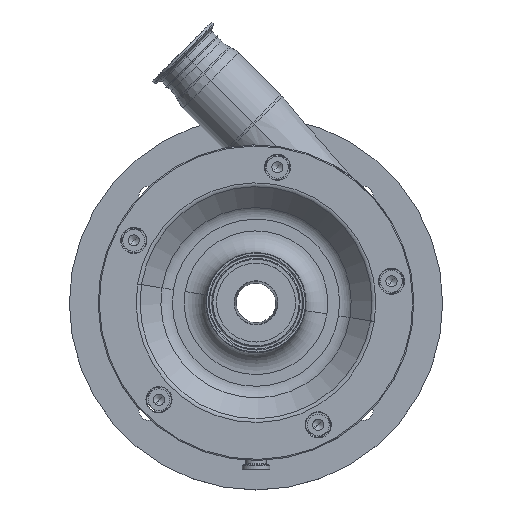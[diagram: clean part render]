
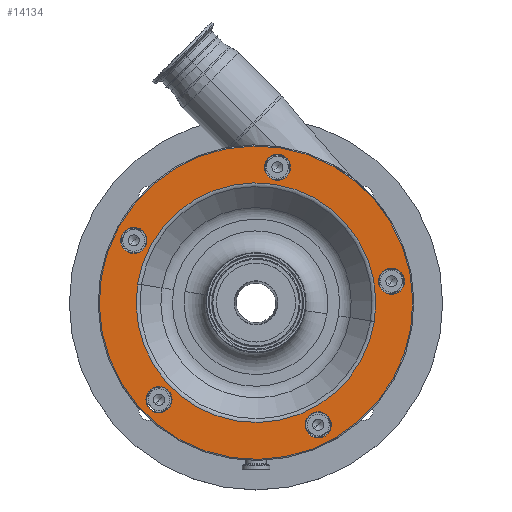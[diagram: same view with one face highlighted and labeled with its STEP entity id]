
A CAD part, top view. The second image highlights one B-rep face of the part: STEP entity #14134.
In plain terms, the highlighted planar face has unit normal (0, 0, 1).
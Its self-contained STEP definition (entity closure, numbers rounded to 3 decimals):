
#522 = DIRECTION ( 'NONE',  ( 0.988, -0.156, 0. ) ) ;
#619 = DIRECTION ( 'NONE',  ( 0.988, -0.156, 0. ) ) ;
#865 = DIRECTION ( 'NONE',  ( 0.988, -0.156, 0. ) ) ;
#958 = PLANE ( 'NONE',  #14075 ) ;
#1312 = CARTESIAN_POINT ( 'NONE',  ( 22.527, 142.227, 326.5 ) ) ;
#1588 = AXIS2_PLACEMENT_3D ( 'NONE', #6248, #7719, #4779 ) ;
#1622 = ORIENTED_EDGE ( 'NONE', *, *, #14586, .F. ) ;
#1712 = AXIS2_PLACEMENT_3D ( 'NONE', #12155, #3945, #16495 ) ;
#1747 = CIRCLE ( 'NONE', #5302, 144. ) ;
#1847 = ORIENTED_EDGE ( 'NONE', *, *, #13182, .F. ) ;
#1878 = EDGE_CURVE ( 'NONE', #11394, #14120, #15430, .T. ) ;
#1887 = DIRECTION ( 'NONE',  ( 0.988, -0.156, 0. ) ) ;
#1961 = EDGE_CURVE ( 'NONE', #16560, #6922, #10721, .T. ) ;
#2033 = CARTESIAN_POINT ( 'NONE',  ( -100.948, -87.218, 326.5 ) ) ;
#2300 = CIRCLE ( 'NONE', #7931, 12. ) ;
#2359 = CARTESIAN_POINT ( 'NONE',  ( 108.716, -17.219, 326.5 ) ) ;
#2412 = EDGE_LOOP ( 'NONE', ( #17498, #15037 ) ) ;
#2450 = EDGE_CURVE ( 'NONE', #17883, #2999, #15934, .T. ) ;
#2499 = CIRCLE ( 'NONE', #4870, 12. ) ;
#2505 = CARTESIAN_POINT ( 'NONE',  ( 124.449, 19.711, 326.5 ) ) ;
#2556 = CIRCLE ( 'NONE', #3447, 110.071 ) ;
#2632 = DIRECTION ( 'NONE',  ( 0., 0., 1. ) ) ;
#2697 = DIRECTION ( 'NONE',  ( 0., 0., -1. ) ) ;
#2999 = VERTEX_POINT ( 'NONE', #4967 ) ;
#3066 = CIRCLE ( 'NONE', #1588, 144. ) ;
#3086 = DIRECTION ( 'NONE',  ( 0.988, -0.156, 0. ) ) ;
#3150 = VERTEX_POINT ( 'NONE', #16574 ) ;
#3175 = VERTEX_POINT ( 'NONE', #11111 ) ;
#3292 = DIRECTION ( 'NONE',  ( 0., 0., 1. ) ) ;
#3293 = DIRECTION ( 'NONE',  ( 0., 0., 1. ) ) ;
#3447 = AXIS2_PLACEMENT_3D ( 'NONE', #9973, #14302, #14114 ) ;
#3578 = ORIENTED_EDGE ( 'NONE', *, *, #13049, .F. ) ;
#3945 = DIRECTION ( 'NONE',  ( 0., 0., 1. ) ) ;
#3990 = FACE_BOUND ( 'NONE', #9123, .T. ) ;
#4093 = CARTESIAN_POINT ( 'NONE',  ( 7.858, 126.326, 326.5 ) ) ;
#4443 = VERTEX_POINT ( 'NONE', #4093 ) ;
#4779 = DIRECTION ( 'NONE',  ( 0.988, -0.156, 0. ) ) ;
#4855 = CARTESIAN_POINT ( 'NONE',  ( -112.267, 57.203, 326.5 ) ) ;
#4870 = AXIS2_PLACEMENT_3D ( 'NONE', #16283, #7520, #1887 ) ;
#4967 = CARTESIAN_POINT ( 'NONE',  ( 112.596, 21.588, 326.5 ) ) ;
#5016 = DIRECTION ( 'NONE',  ( 0., 0., 1. ) ) ;
#5131 = AXIS2_PLACEMENT_3D ( 'NONE', #16551, #10747, #14901 ) ;
#5242 = ORIENTED_EDGE ( 'NONE', *, *, #15547, .F. ) ;
#5302 = AXIS2_PLACEMENT_3D ( 'NONE', #9711, #16300, #12138 ) ;
#5331 = CARTESIAN_POINT ( 'NONE',  ( -89.095, -89.095, 326.5 ) ) ;
#5419 = DIRECTION ( 'NONE',  ( 0.988, -0.156, 0. ) ) ;
#5548 = CIRCLE ( 'NONE', #15253, 12. ) ;
#6094 = CARTESIAN_POINT ( 'NONE',  ( -124.119, 59.08, 326.5 ) ) ;
#6248 = CARTESIAN_POINT ( 'NONE',  ( 0., 0., 326.5 ) ) ;
#6305 = ORIENTED_EDGE ( 'NONE', *, *, #1878, .F. ) ;
#6360 = ORIENTED_EDGE ( 'NONE', *, *, #1961, .F. ) ;
#6465 = AXIS2_PLACEMENT_3D ( 'NONE', #13152, #3292, #522 ) ;
#6804 = DIRECTION ( 'NONE',  ( 0., 0., 1. ) ) ;
#6922 = VERTEX_POINT ( 'NONE', #2033 ) ;
#6983 = CARTESIAN_POINT ( 'NONE',  ( 19.711, 124.449, 326.5 ) ) ;
#7048 = ORIENTED_EDGE ( 'NONE', *, *, #10598, .F. ) ;
#7054 = CARTESIAN_POINT ( 'NONE',  ( 19.711, 124.449, 326.5 ) ) ;
#7128 = EDGE_LOOP ( 'NONE', ( #6360, #9745 ) ) ;
#7520 = DIRECTION ( 'NONE',  ( 0., 0., 1. ) ) ;
#7719 = DIRECTION ( 'NONE',  ( 0., 0., 1. ) ) ;
#7931 = AXIS2_PLACEMENT_3D ( 'NONE', #10491, #3293, #619 ) ;
#8051 = FACE_BOUND ( 'NONE', #7128, .T. ) ;
#8131 = DIRECTION ( 'NONE',  ( 0.988, -0.156, 0. ) ) ;
#8324 = DIRECTION ( 'NONE',  ( -0.988, 0.156, 0. ) ) ;
#9040 = AXIS2_PLACEMENT_3D ( 'NONE', #7054, #5016, #865 ) ;
#9079 = DIRECTION ( 'NONE',  ( 0.988, -0.156, 0. ) ) ;
#9123 = EDGE_LOOP ( 'NONE', ( #12544, #3578 ) ) ;
#9204 = DIRECTION ( 'NONE',  ( 0.988, -0.156, 0. ) ) ;
#9524 = ORIENTED_EDGE ( 'NONE', *, *, #17449, .F. ) ;
#9590 = EDGE_LOOP ( 'NONE', ( #7048, #1622 ) ) ;
#9618 = FACE_OUTER_BOUND ( 'NONE', #2412, .T. ) ;
#9633 = CIRCLE ( 'NONE', #15517, 12. ) ;
#9711 = CARTESIAN_POINT ( 'NONE',  ( 0., 0., 326.5 ) ) ;
#9745 = ORIENTED_EDGE ( 'NONE', *, *, #13710, .F. ) ;
#9788 = DIRECTION ( 'NONE',  ( 0., 0., 1. ) ) ;
#9973 = CARTESIAN_POINT ( 'NONE',  ( 0., 0., 326.5 ) ) ;
#10340 = EDGE_CURVE ( 'NONE', #3175, #3150, #3066, .T. ) ;
#10491 = CARTESIAN_POINT ( 'NONE',  ( 124.449, 19.711, 326.5 ) ) ;
#10516 = VERTEX_POINT ( 'NONE', #16929 ) ;
#10556 = VERTEX_POINT ( 'NONE', #16840 ) ;
#10598 = EDGE_CURVE ( 'NONE', #12201, #10556, #2499, .T. ) ;
#10721 = CIRCLE ( 'NONE', #5131, 12. ) ;
#10747 = DIRECTION ( 'NONE',  ( 0., 0., 1. ) ) ;
#10979 = CARTESIAN_POINT ( 'NONE',  ( 136.301, 17.834, 326.5 ) ) ;
#11111 = CARTESIAN_POINT ( 'NONE',  ( 142.227, -22.527, 326.5 ) ) ;
#11394 = VERTEX_POINT ( 'NONE', #6094 ) ;
#11580 = VERTEX_POINT ( 'NONE', #16860 ) ;
#11614 = EDGE_LOOP ( 'NONE', ( #9524, #1847 ) ) ;
#12138 = DIRECTION ( 'NONE',  ( 0.988, -0.156, 0. ) ) ;
#12155 = CARTESIAN_POINT ( 'NONE',  ( 57.203, -112.267, 326.5 ) ) ;
#12200 = FACE_BOUND ( 'NONE', #11614, .T. ) ;
#12201 = VERTEX_POINT ( 'NONE', #12276 ) ;
#12276 = CARTESIAN_POINT ( 'NONE',  ( 69.055, -114.144, 326.5 ) ) ;
#12306 = EDGE_LOOP ( 'NONE', ( #13260, #6305 ) ) ;
#12544 = ORIENTED_EDGE ( 'NONE', *, *, #12880, .F. ) ;
#12861 = CIRCLE ( 'NONE', #9040, 12. ) ;
#12880 = EDGE_CURVE ( 'NONE', #10516, #4443, #9633, .T. ) ;
#13049 = EDGE_CURVE ( 'NONE', #4443, #10516, #12861, .T. ) ;
#13152 = CARTESIAN_POINT ( 'NONE',  ( 0., 0., 326.5 ) ) ;
#13182 = EDGE_CURVE ( 'NONE', #11580, #14923, #2556, .T. ) ;
#13260 = ORIENTED_EDGE ( 'NONE', *, *, #16199, .F. ) ;
#13285 = AXIS2_PLACEMENT_3D ( 'NONE', #2505, #9788, #8131 ) ;
#13583 = FACE_BOUND ( 'NONE', #12306, .T. ) ;
#13710 = EDGE_CURVE ( 'NONE', #6922, #16560, #5548, .T. ) ;
#13761 = CARTESIAN_POINT ( 'NONE',  ( -100.415, 55.326, 326.5 ) ) ;
#14075 = AXIS2_PLACEMENT_3D ( 'NONE', #1312, #2697, #8324 ) ;
#14114 = DIRECTION ( 'NONE',  ( 0.988, -0.156, 0. ) ) ;
#14120 = VERTEX_POINT ( 'NONE', #13761 ) ;
#14134 = ADVANCED_FACE ( 'NONE', ( #18203, #16627, #8051, #3990, #12200, #9618, #13583 ), #958, .F. ) ;
#14239 = CARTESIAN_POINT ( 'NONE',  ( -112.267, 57.203, 326.5 ) ) ;
#14302 = DIRECTION ( 'NONE',  ( 0., 0., 1. ) ) ;
#14400 = CIRCLE ( 'NONE', #6465, 110.071 ) ;
#14586 = EDGE_CURVE ( 'NONE', #10556, #12201, #15858, .T. ) ;
#14622 = DIRECTION ( 'NONE',  ( 0., 0., 1. ) ) ;
#14818 = ORIENTED_EDGE ( 'NONE', *, *, #2450, .F. ) ;
#14875 = CIRCLE ( 'NONE', #17519, 12. ) ;
#14901 = DIRECTION ( 'NONE',  ( 0.988, -0.156, 0. ) ) ;
#14923 = VERTEX_POINT ( 'NONE', #2359 ) ;
#15037 = ORIENTED_EDGE ( 'NONE', *, *, #17507, .T. ) ;
#15163 = CARTESIAN_POINT ( 'NONE',  ( -77.243, -90.973, 326.5 ) ) ;
#15253 = AXIS2_PLACEMENT_3D ( 'NONE', #5331, #6804, #9204 ) ;
#15430 = CIRCLE ( 'NONE', #16902, 12. ) ;
#15517 = AXIS2_PLACEMENT_3D ( 'NONE', #6983, #2632, #5419 ) ;
#15540 = DIRECTION ( 'NONE',  ( 0., 0., 1. ) ) ;
#15547 = EDGE_CURVE ( 'NONE', #2999, #17883, #2300, .T. ) ;
#15858 = CIRCLE ( 'NONE', #1712, 12. ) ;
#15934 = CIRCLE ( 'NONE', #13285, 12. ) ;
#16199 = EDGE_CURVE ( 'NONE', #14120, #11394, #14875, .T. ) ;
#16283 = CARTESIAN_POINT ( 'NONE',  ( 57.203, -112.267, 326.5 ) ) ;
#16300 = DIRECTION ( 'NONE',  ( 0., 0., 1. ) ) ;
#16495 = DIRECTION ( 'NONE',  ( 0.988, -0.156, 0. ) ) ;
#16551 = CARTESIAN_POINT ( 'NONE',  ( -89.095, -89.095, 326.5 ) ) ;
#16560 = VERTEX_POINT ( 'NONE', #15163 ) ;
#16574 = CARTESIAN_POINT ( 'NONE',  ( -142.227, 22.527, 326.5 ) ) ;
#16627 = FACE_BOUND ( 'NONE', #9590, .T. ) ;
#16840 = CARTESIAN_POINT ( 'NONE',  ( 45.351, -110.39, 326.5 ) ) ;
#16860 = CARTESIAN_POINT ( 'NONE',  ( -108.716, 17.219, 326.5 ) ) ;
#16902 = AXIS2_PLACEMENT_3D ( 'NONE', #4855, #14622, #9079 ) ;
#16929 = CARTESIAN_POINT ( 'NONE',  ( 31.563, 122.572, 326.5 ) ) ;
#17449 = EDGE_CURVE ( 'NONE', #14923, #11580, #14400, .T. ) ;
#17498 = ORIENTED_EDGE ( 'NONE', *, *, #10340, .T. ) ;
#17507 = EDGE_CURVE ( 'NONE', #3150, #3175, #1747, .T. ) ;
#17519 = AXIS2_PLACEMENT_3D ( 'NONE', #14239, #15540, #3086 ) ;
#17883 = VERTEX_POINT ( 'NONE', #10979 ) ;
#18047 = EDGE_LOOP ( 'NONE', ( #14818, #5242 ) ) ;
#18203 = FACE_BOUND ( 'NONE', #18047, .T. ) ;
